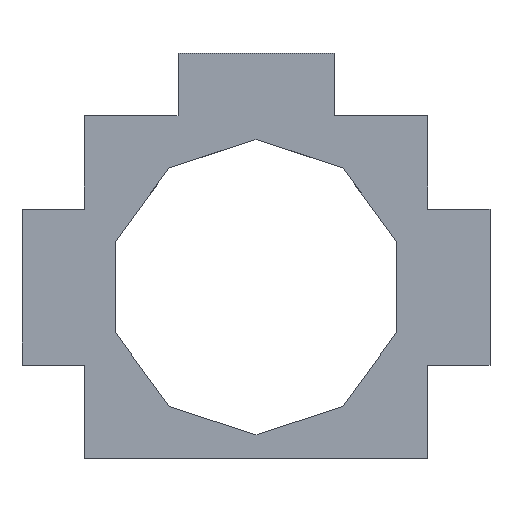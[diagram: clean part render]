
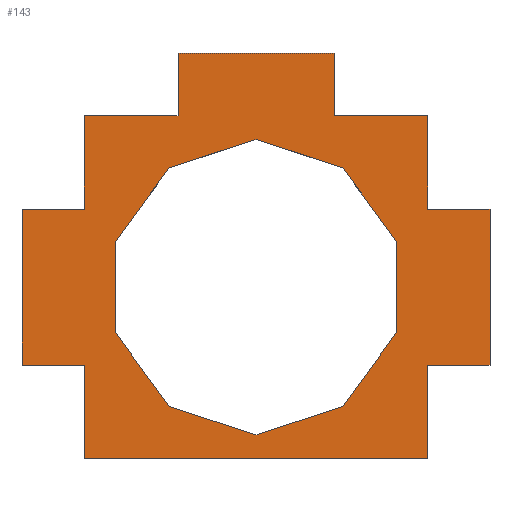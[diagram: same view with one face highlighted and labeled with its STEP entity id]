
A CAD part, top view. The second image highlights one B-rep face of the part: STEP entity #143.
In plain terms, the highlighted planar face has unit normal (0, 0, 1).
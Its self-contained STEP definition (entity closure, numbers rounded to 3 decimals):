
#113=FACE_BOUND('',#225,.T.);
#114=FACE_BOUND('',#226,.T.);
#143=ADVANCED_FACE('',(#113,#114),#171,.F.);
#171=PLANE('',#940);
#225=EDGE_LOOP('',(#333,#334,#335,#336,#337,#338,#339,#340,#341,#342,#343,
#344,#345,#346,#347,#348));
#226=EDGE_LOOP('',(#349,#350,#351,#352,#353,#354,#355,#356,#357,#358));
#333=ORIENTED_EDGE('',*,*,#467,.F.);
#334=ORIENTED_EDGE('',*,*,#512,.F.);
#335=ORIENTED_EDGE('',*,*,#509,.F.);
#336=ORIENTED_EDGE('',*,*,#506,.F.);
#337=ORIENTED_EDGE('',*,*,#503,.F.);
#338=ORIENTED_EDGE('',*,*,#500,.F.);
#339=ORIENTED_EDGE('',*,*,#497,.F.);
#340=ORIENTED_EDGE('',*,*,#494,.F.);
#341=ORIENTED_EDGE('',*,*,#491,.F.);
#342=ORIENTED_EDGE('',*,*,#488,.F.);
#343=ORIENTED_EDGE('',*,*,#485,.F.);
#344=ORIENTED_EDGE('',*,*,#482,.F.);
#345=ORIENTED_EDGE('',*,*,#479,.F.);
#346=ORIENTED_EDGE('',*,*,#476,.F.);
#347=ORIENTED_EDGE('',*,*,#473,.F.);
#348=ORIENTED_EDGE('',*,*,#470,.F.);
#349=ORIENTED_EDGE('',*,*,#439,.F.);
#350=ORIENTED_EDGE('',*,*,#514,.F.);
#351=ORIENTED_EDGE('',*,*,#463,.F.);
#352=ORIENTED_EDGE('',*,*,#460,.F.);
#353=ORIENTED_EDGE('',*,*,#457,.F.);
#354=ORIENTED_EDGE('',*,*,#454,.F.);
#355=ORIENTED_EDGE('',*,*,#451,.F.);
#356=ORIENTED_EDGE('',*,*,#448,.F.);
#357=ORIENTED_EDGE('',*,*,#445,.F.);
#358=ORIENTED_EDGE('',*,*,#442,.F.);
#387=VERTEX_POINT('',#1152);
#388=VERTEX_POINT('',#1154);
#390=VERTEX_POINT('',#1160);
#392=VERTEX_POINT('',#1166);
#394=VERTEX_POINT('',#1172);
#396=VERTEX_POINT('',#1178);
#398=VERTEX_POINT('',#1184);
#400=VERTEX_POINT('',#1190);
#402=VERTEX_POINT('',#1196);
#404=VERTEX_POINT('',#1202);
#407=VERTEX_POINT('',#1209);
#408=VERTEX_POINT('',#1211);
#410=VERTEX_POINT('',#1217);
#412=VERTEX_POINT('',#1223);
#414=VERTEX_POINT('',#1229);
#416=VERTEX_POINT('',#1235);
#418=VERTEX_POINT('',#1241);
#420=VERTEX_POINT('',#1247);
#422=VERTEX_POINT('',#1253);
#424=VERTEX_POINT('',#1259);
#426=VERTEX_POINT('',#1265);
#428=VERTEX_POINT('',#1271);
#430=VERTEX_POINT('',#1277);
#432=VERTEX_POINT('',#1283);
#434=VERTEX_POINT('',#1289);
#436=VERTEX_POINT('',#1295);
#439=EDGE_CURVE('',#387,#388,#647,.T.);
#442=EDGE_CURVE('',#388,#390,#650,.T.);
#445=EDGE_CURVE('',#390,#392,#653,.T.);
#448=EDGE_CURVE('',#392,#394,#656,.T.);
#451=EDGE_CURVE('',#394,#396,#659,.T.);
#454=EDGE_CURVE('',#396,#398,#662,.T.);
#457=EDGE_CURVE('',#398,#400,#665,.T.);
#460=EDGE_CURVE('',#400,#402,#668,.T.);
#463=EDGE_CURVE('',#402,#404,#671,.T.);
#467=EDGE_CURVE('',#407,#408,#675,.T.);
#470=EDGE_CURVE('',#408,#410,#678,.T.);
#473=EDGE_CURVE('',#410,#412,#681,.T.);
#476=EDGE_CURVE('',#412,#414,#684,.T.);
#479=EDGE_CURVE('',#414,#416,#687,.T.);
#482=EDGE_CURVE('',#416,#418,#690,.T.);
#485=EDGE_CURVE('',#418,#420,#693,.T.);
#488=EDGE_CURVE('',#420,#422,#696,.T.);
#491=EDGE_CURVE('',#422,#424,#699,.T.);
#494=EDGE_CURVE('',#424,#426,#702,.T.);
#497=EDGE_CURVE('',#426,#428,#705,.T.);
#500=EDGE_CURVE('',#428,#430,#708,.T.);
#503=EDGE_CURVE('',#430,#432,#711,.T.);
#506=EDGE_CURVE('',#432,#434,#714,.T.);
#509=EDGE_CURVE('',#434,#436,#717,.T.);
#512=EDGE_CURVE('',#436,#407,#720,.T.);
#514=EDGE_CURVE('',#404,#387,#722,.T.);
#647=LINE('',#1153,#757);
#650=LINE('',#1159,#760);
#653=LINE('',#1165,#763);
#656=LINE('',#1171,#766);
#659=LINE('',#1177,#769);
#662=LINE('',#1183,#772);
#665=LINE('',#1189,#775);
#668=LINE('',#1195,#778);
#671=LINE('',#1201,#781);
#675=LINE('',#1210,#785);
#678=LINE('',#1216,#788);
#681=LINE('',#1222,#791);
#684=LINE('',#1228,#794);
#687=LINE('',#1234,#797);
#690=LINE('',#1240,#800);
#693=LINE('',#1246,#803);
#696=LINE('',#1252,#806);
#699=LINE('',#1258,#809);
#702=LINE('',#1264,#812);
#705=LINE('',#1270,#815);
#708=LINE('',#1276,#818);
#711=LINE('',#1282,#821);
#714=LINE('',#1288,#824);
#717=LINE('',#1294,#827);
#720=LINE('',#1299,#830);
#722=LINE('',#1302,#832);
#757=VECTOR('',#980,1.);
#760=VECTOR('',#985,1.);
#763=VECTOR('',#990,1.);
#766=VECTOR('',#995,1.);
#769=VECTOR('',#1000,1.);
#772=VECTOR('',#1005,1.);
#775=VECTOR('',#1010,1.);
#778=VECTOR('',#1015,1.);
#781=VECTOR('',#1020,1.);
#785=VECTOR('',#1026,1.);
#788=VECTOR('',#1031,1.);
#791=VECTOR('',#1036,1.);
#794=VECTOR('',#1041,1.);
#797=VECTOR('',#1046,1.);
#800=VECTOR('',#1051,1.);
#803=VECTOR('',#1056,1.);
#806=VECTOR('',#1061,1.);
#809=VECTOR('',#1066,1.);
#812=VECTOR('',#1071,1.);
#815=VECTOR('',#1076,1.);
#818=VECTOR('',#1081,1.);
#821=VECTOR('',#1086,1.);
#824=VECTOR('',#1091,1.);
#827=VECTOR('',#1096,1.);
#830=VECTOR('',#1101,1.);
#832=VECTOR('',#1105,1.);
#940=AXIS2_PLACEMENT_3D('',#1304,#1108,#1109);
#980=DIRECTION('',(0.,-1.,0.));
#985=DIRECTION('',(0.588,-0.809,0.));
#990=DIRECTION('',(0.951,-0.309,0.));
#995=DIRECTION('',(0.951,0.309,0.));
#1000=DIRECTION('',(0.588,0.809,0.));
#1005=DIRECTION('',(0.,1.,0.));
#1010=DIRECTION('',(-0.588,0.809,0.));
#1015=DIRECTION('',(-0.951,0.309,0.));
#1020=DIRECTION('',(-0.951,-0.309,0.));
#1026=DIRECTION('',(0.,1.,0.));
#1031=DIRECTION('',(1.,0.,0.));
#1036=DIRECTION('',(0.,1.,0.));
#1041=DIRECTION('',(1.,0.,0.));
#1046=DIRECTION('',(0.,1.,0.));
#1051=DIRECTION('',(1.,0.,0.));
#1056=DIRECTION('',(0.,-1.,0.));
#1061=DIRECTION('',(1.,0.,0.));
#1066=DIRECTION('',(0.,-1.,0.));
#1071=DIRECTION('',(1.,0.,0.));
#1076=DIRECTION('',(0.,-1.,0.));
#1081=DIRECTION('',(-1.,0.,0.));
#1086=DIRECTION('',(0.,-1.,0.));
#1091=DIRECTION('',(-1.,0.,0.));
#1096=DIRECTION('',(0.,1.,0.));
#1101=DIRECTION('',(-1.,0.,0.));
#1105=DIRECTION('',(-0.588,-0.809,0.));
#1108=DIRECTION('',(0.,0.,-1.));
#1109=DIRECTION('',(-1.,0.,0.));
#1152=CARTESIAN_POINT('',(-9.,2.924,4.));
#1153=CARTESIAN_POINT('',(-9.,2.924,4.));
#1154=CARTESIAN_POINT('',(-9.,-2.924,4.));
#1159=CARTESIAN_POINT('',(-9.,-2.924,4.));
#1160=CARTESIAN_POINT('',(-5.562,-7.656,4.));
#1165=CARTESIAN_POINT('',(-5.562,-7.656,4.));
#1166=CARTESIAN_POINT('',(0.,-9.463,4.));
#1171=CARTESIAN_POINT('',(0.,-9.463,4.));
#1172=CARTESIAN_POINT('',(5.562,-7.656,4.));
#1177=CARTESIAN_POINT('',(5.562,-7.656,4.));
#1178=CARTESIAN_POINT('',(9.,-2.924,4.));
#1183=CARTESIAN_POINT('',(9.,-2.924,4.));
#1184=CARTESIAN_POINT('',(9.,2.924,4.));
#1189=CARTESIAN_POINT('',(9.,2.924,4.));
#1190=CARTESIAN_POINT('',(5.562,7.656,4.));
#1195=CARTESIAN_POINT('',(5.562,7.656,4.));
#1196=CARTESIAN_POINT('',(0.,9.463,4.));
#1201=CARTESIAN_POINT('',(0.,9.463,4.));
#1202=CARTESIAN_POINT('',(-5.562,7.656,4.));
#1209=CARTESIAN_POINT('',(-15.,-5.,4.));
#1210=CARTESIAN_POINT('',(-15.,-5.,4.));
#1211=CARTESIAN_POINT('',(-15.,5.,4.));
#1216=CARTESIAN_POINT('',(-15.,5.,4.));
#1217=CARTESIAN_POINT('',(-11.,5.,4.));
#1222=CARTESIAN_POINT('',(-11.,5.,4.));
#1223=CARTESIAN_POINT('',(-11.,11.,4.));
#1228=CARTESIAN_POINT('',(-11.,11.,4.));
#1229=CARTESIAN_POINT('',(-5.,11.,4.));
#1234=CARTESIAN_POINT('',(-5.,11.,4.));
#1235=CARTESIAN_POINT('',(-5.,15.,4.));
#1240=CARTESIAN_POINT('',(-5.,15.,4.));
#1241=CARTESIAN_POINT('',(5.,15.,4.));
#1246=CARTESIAN_POINT('',(5.,15.,4.));
#1247=CARTESIAN_POINT('',(5.,11.,4.));
#1252=CARTESIAN_POINT('',(5.,11.,4.));
#1253=CARTESIAN_POINT('',(11.,11.,4.));
#1258=CARTESIAN_POINT('',(11.,11.,4.));
#1259=CARTESIAN_POINT('',(11.,5.,4.));
#1264=CARTESIAN_POINT('',(11.,5.,4.));
#1265=CARTESIAN_POINT('',(15.,5.,4.));
#1270=CARTESIAN_POINT('',(15.,5.,4.));
#1271=CARTESIAN_POINT('',(15.,-5.,4.));
#1276=CARTESIAN_POINT('',(15.,-5.,4.));
#1277=CARTESIAN_POINT('',(11.,-5.,4.));
#1282=CARTESIAN_POINT('',(11.,-5.,4.));
#1283=CARTESIAN_POINT('',(11.,-11.,4.));
#1288=CARTESIAN_POINT('',(11.,-11.,4.));
#1289=CARTESIAN_POINT('',(-11.,-11.,4.));
#1294=CARTESIAN_POINT('',(-11.,-11.,4.));
#1295=CARTESIAN_POINT('',(-11.,-5.,4.));
#1299=CARTESIAN_POINT('',(-11.,-5.,4.));
#1302=CARTESIAN_POINT('',(-5.562,7.656,4.));
#1304=CARTESIAN_POINT('',(0.,0.,4.));
